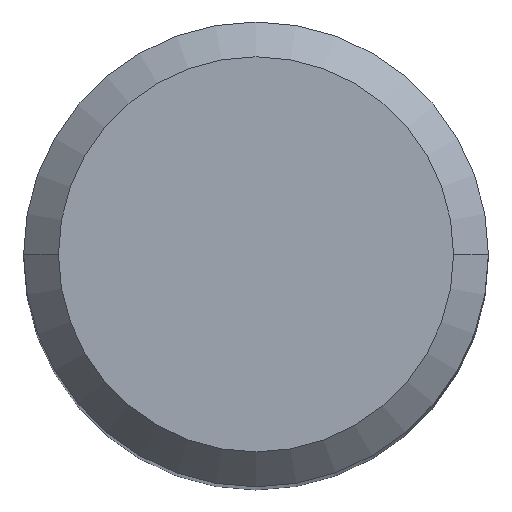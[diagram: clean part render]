
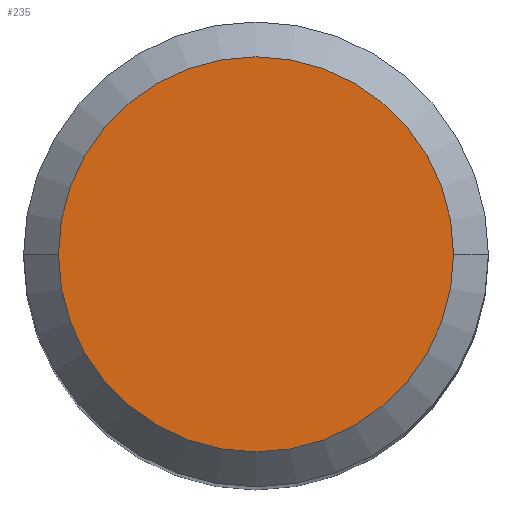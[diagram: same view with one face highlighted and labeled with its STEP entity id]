
A CAD part, top view. The second image highlights one B-rep face of the part: STEP entity #235.
In plain terms, the highlighted planar face has unit normal (0, 0, 1).
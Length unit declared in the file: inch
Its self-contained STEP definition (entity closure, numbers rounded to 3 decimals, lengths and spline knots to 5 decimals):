
#7 = CIRCLE ( 'NONE', #490, 0.16732 ) ;
#82 = FACE_OUTER_BOUND ( 'NONE', #133, .T. ) ;
#133 = EDGE_LOOP ( 'NONE', ( #238, #363 ) ) ;
#156 = VERTEX_POINT ( 'NONE', #404 ) ;
#176 = DIRECTION ( 'NONE',  ( 1., 0., 0. ) ) ;
#217 = EDGE_CURVE ( 'NONE', #156, #386, #314, .T. ) ;
#224 = DIRECTION ( 'NONE',  ( 1., 0., 0. ) ) ;
#235 = ADVANCED_FACE ( 'NONE', ( #82 ), #310, .F. ) ;
#238 = ORIENTED_EDGE ( 'NONE', *, *, #217, .T. ) ;
#260 = DIRECTION ( 'NONE',  ( 0., 0., 1. ) ) ;
#264 = CARTESIAN_POINT ( 'NONE',  ( 0.16732, 0., 0. ) ) ;
#294 = AXIS2_PLACEMENT_3D ( 'NONE', #317, #437, #312 ) ;
#303 = CARTESIAN_POINT ( 'NONE',  ( 0., 0., 0. ) ) ;
#305 = EDGE_CURVE ( 'NONE', #386, #156, #7, .T. ) ;
#310 = PLANE ( 'NONE',  #294 ) ;
#312 = DIRECTION ( 'NONE',  ( -1., 0., 0. ) ) ;
#314 = CIRCLE ( 'NONE', #334, 0.16732 ) ;
#317 = CARTESIAN_POINT ( 'NONE',  ( 0., 0., 0. ) ) ;
#334 = AXIS2_PLACEMENT_3D ( 'NONE', #303, #260, #224 ) ;
#363 = ORIENTED_EDGE ( 'NONE', *, *, #305, .T. ) ;
#375 = CARTESIAN_POINT ( 'NONE',  ( 0., 0., 0. ) ) ;
#386 = VERTEX_POINT ( 'NONE', #264 ) ;
#404 = CARTESIAN_POINT ( 'NONE',  ( -0.16732, 0., 0. ) ) ;
#417 = DIRECTION ( 'NONE',  ( 0., 0., 1. ) ) ;
#437 = DIRECTION ( 'NONE',  ( 0., 0., -1. ) ) ;
#490 = AXIS2_PLACEMENT_3D ( 'NONE', #375, #417, #176 ) ;
